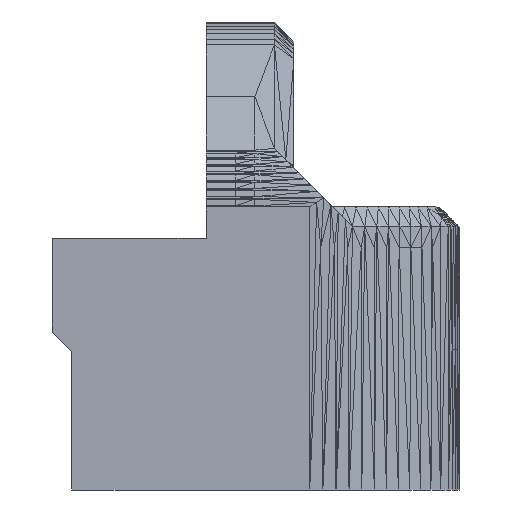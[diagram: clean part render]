
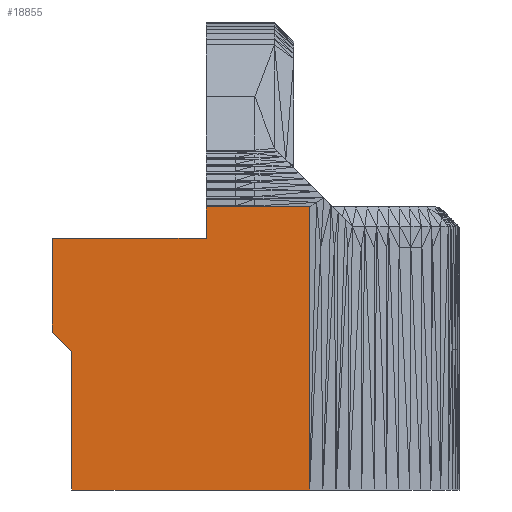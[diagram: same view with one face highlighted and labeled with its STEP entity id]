
A CAD part, left-side view. The second image highlights one B-rep face of the part: STEP entity #18855.
In plain terms, the highlighted planar face has unit normal (-1, 0, 0).
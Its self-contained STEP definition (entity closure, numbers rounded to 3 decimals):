
#291=FACE_OUTER_BOUND('',#1772,.T.);
#1772=EDGE_LOOP('',(#13050,#13051,#13052,#13053,#13054,#13055,#13056,#13057,
#13058));
#3212=LINE('',#27589,#5812);
#3219=LINE('',#27602,#5819);
#3250=LINE('',#27662,#5850);
#3347=LINE('',#27857,#5947);
#3450=LINE('',#28061,#6050);
#3454=LINE('',#28070,#6054);
#3662=LINE('',#28486,#6262);
#3666=LINE('',#28494,#6266);
#3667=LINE('',#28495,#6267);
#5812=VECTOR('',#21942,10.);
#5819=VECTOR('',#21951,10.);
#5850=VECTOR('',#21986,10.);
#5947=VECTOR('',#22169,10.);
#6050=VECTOR('',#22348,10.);
#6054=VECTOR('',#22362,10.);
#6262=VECTOR('',#22786,10.);
#6266=VECTOR('',#22794,10.);
#6267=VECTOR('',#22795,10.);
#8339=VERTEX_POINT('',#27585);
#8340=VERTEX_POINT('',#27587);
#8345=VERTEX_POINT('',#27600);
#8372=VERTEX_POINT('',#27660);
#8426=VERTEX_POINT('',#27854);
#8427=VERTEX_POINT('',#27856);
#8490=VERTEX_POINT('',#28058);
#8590=VERTEX_POINT('',#28485);
#8592=VERTEX_POINT('',#28493);
#9531=EDGE_CURVE('',#8339,#8340,#3212,.T.);
#9538=EDGE_CURVE('',#8345,#8340,#3219,.T.);
#9569=EDGE_CURVE('',#8345,#8372,#3250,.T.);
#9666=EDGE_CURVE('',#8426,#8427,#3347,.T.);
#9769=EDGE_CURVE('',#8427,#8490,#3450,.T.);
#9773=EDGE_CURVE('',#8490,#8372,#3454,.T.);
#9981=EDGE_CURVE('',#8590,#8339,#3662,.T.);
#9985=EDGE_CURVE('',#8592,#8426,#3666,.T.);
#9986=EDGE_CURVE('',#8592,#8590,#3667,.T.);
#13050=ORIENTED_EDGE('',*,*,#9569,.T.);
#13051=ORIENTED_EDGE('',*,*,#9773,.F.);
#13052=ORIENTED_EDGE('',*,*,#9769,.F.);
#13053=ORIENTED_EDGE('',*,*,#9666,.F.);
#13054=ORIENTED_EDGE('',*,*,#9985,.F.);
#13055=ORIENTED_EDGE('',*,*,#9986,.T.);
#13056=ORIENTED_EDGE('',*,*,#9981,.T.);
#13057=ORIENTED_EDGE('',*,*,#9531,.T.);
#13058=ORIENTED_EDGE('',*,*,#9538,.F.);
#17374=PLANE('',#20350);
#18855=ADVANCED_FACE('',(#291),#17374,.T.);
#20350=AXIS2_PLACEMENT_3D('',#28492,#22792,#22793);
#21942=DIRECTION('',(0.,1.,0.));
#21951=DIRECTION('',(0.,0.,1.));
#21986=DIRECTION('',(0.,1.,0.));
#22169=DIRECTION('',(0.,0.,1.));
#22348=DIRECTION('',(0.,0.707,0.707));
#22362=DIRECTION('',(0.,0.,1.));
#22786=DIRECTION('',(0.,1.,0.));
#22792=DIRECTION('center_axis',(-1.,0.,0.));
#22793=DIRECTION('ref_axis',(0.,0.,1.));
#22794=DIRECTION('',(0.,1.,0.));
#22795=DIRECTION('',(0.,0.,1.));
#27585=CARTESIAN_POINT('',(84.,98.032,14.515));
#27587=CARTESIAN_POINT('',(84.,99.532,14.515));
#27589=CARTESIAN_POINT('',(84.,98.032,14.515));
#27600=CARTESIAN_POINT('',(84.,99.532,12.9));
#27602=CARTESIAN_POINT('',(84.,99.532,12.9));
#27660=CARTESIAN_POINT('',(84.,107.418,12.9));
#27662=CARTESIAN_POINT('',(84.,98.032,12.9));
#27854=CARTESIAN_POINT('',(84.,106.418,0.));
#27856=CARTESIAN_POINT('',(84.,106.418,7.1));
#27857=CARTESIAN_POINT('',(84.,106.418,0.));
#28058=CARTESIAN_POINT('',(84.,107.418,8.1));
#28061=CARTESIAN_POINT('',(84.,106.418,7.1));
#28070=CARTESIAN_POINT('',(84.,107.418,8.1));
#28485=CARTESIAN_POINT('',(84.,94.225,14.515));
#28486=CARTESIAN_POINT('',(84.,94.225,14.515));
#28492=CARTESIAN_POINT('Origin',(84.,94.225,14.515));
#28493=CARTESIAN_POINT('',(84.,94.225,0.));
#28494=CARTESIAN_POINT('',(84.,94.225,0.));
#28495=CARTESIAN_POINT('',(84.,94.225,0.));
